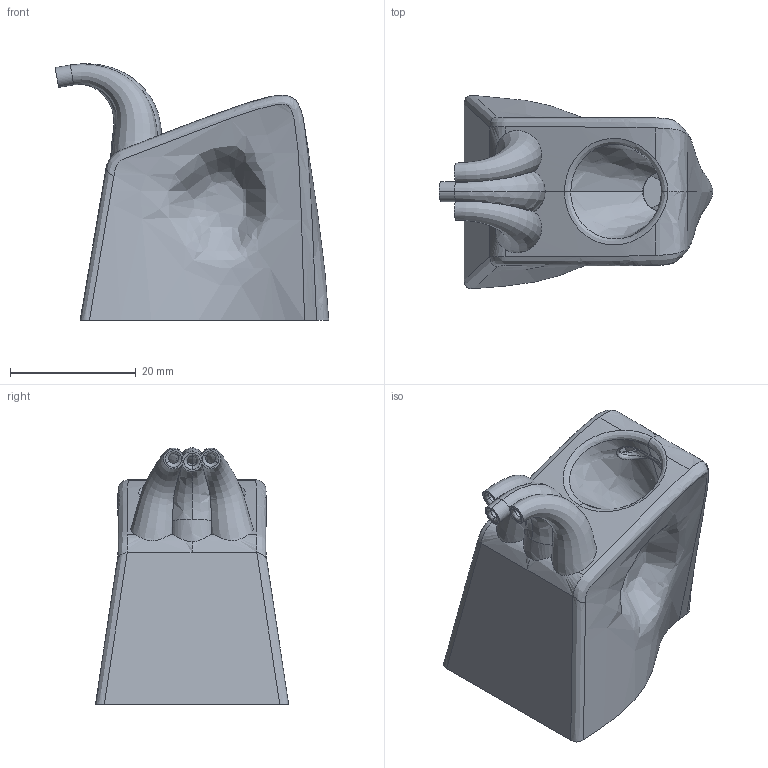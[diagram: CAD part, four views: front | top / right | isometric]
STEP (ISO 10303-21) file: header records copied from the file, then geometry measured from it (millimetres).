
FILE_DESCRIPTION(/* description */ (''),/* implementation_level */ '2;1');
FILE_NAME(/* name */ 'Mini Pitcher',/* time_stamp */ '2023-06-11T11:44:58-07:00',/* author */ (''),/* organization */ (''),/* preprocessor_version */ 'ST-DEVELOPER v16.5',/* originating_system */ '',/* authorisation */ '');
FILE_SCHEMA (('AUTOMOTIVE_DESIGN_CC2'));
Length unit declared in the file: millimetre
Products named in the file (1): Document
Bounding box: 43.44 x 30.69 x 40.76 mm (x, y, z)
Volume: 9309.8 mm3; surface area: 10578.8 mm2
Topology: 1 solids, 1 shells, 96 faces, 269 edges, 170 vertices
Faces by surface type: bspline 96
Entity records: 32434 total; most frequent: CARTESIAN_POINT 29075, B_SPLINE_CURVE_WITH_KNOTS 673, ORIENTED_EDGE 540, PCURVE 540, DEFINITIONAL_REPRESENTATION 540, SURFACE_CURVE 270, EDGE_CURVE 270, VERTEX_POINT 171
